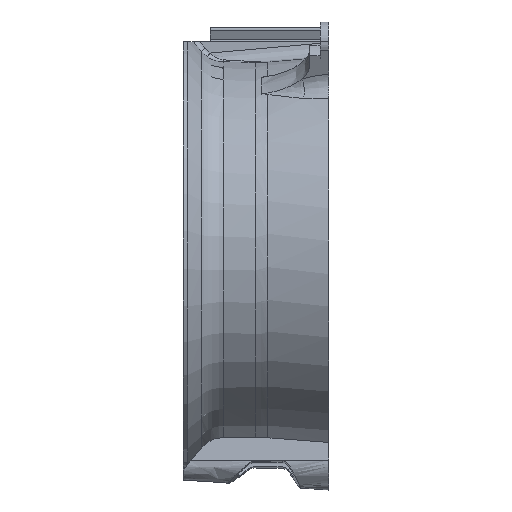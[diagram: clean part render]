
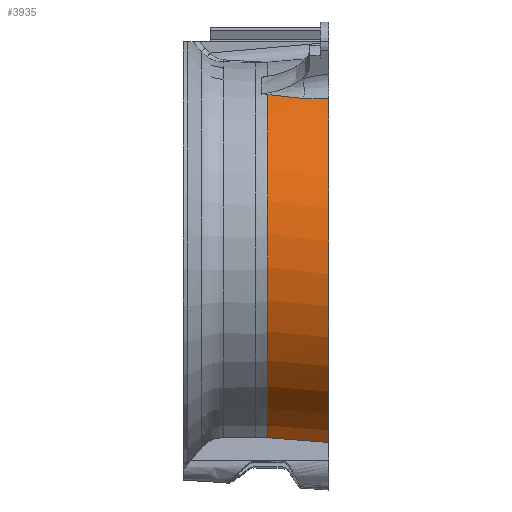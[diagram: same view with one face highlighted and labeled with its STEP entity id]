
A CAD part, left-side view. The second image highlights one B-rep face of the part: STEP entity #3935.
In plain terms, the highlighted conical face has half-angle 5 degrees and reference radius 41.392 mm.
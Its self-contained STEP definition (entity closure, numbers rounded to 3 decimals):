
#215 = CARTESIAN_POINT ( 'NONE',  ( -83.704, -4., -11.878 ) ) ;
#232 = EDGE_CURVE ( 'NONE', #1271, #3822, #797, .T. ) ;
#270 = CARTESIAN_POINT ( 'NONE',  ( -83.349, -0.481, -11.989 ) ) ;
#348 = CARTESIAN_POINT ( 'NONE',  ( -82.714, 2.524, -11.827 ) ) ;
#406 = VERTEX_POINT ( 'NONE', #4162 ) ;
#662 = CARTESIAN_POINT ( 'NONE',  ( -69.811, -4., -83.839 ) ) ;
#680 = EDGE_LOOP ( 'NONE', ( #4543, #1606, #2883, #4619, #4893 ) ) ;
#687 = CARTESIAN_POINT ( 'NONE',  ( -57.861, 8.752, -44.21 ) ) ;
#698 = CARTESIAN_POINT ( 'NONE',  ( -83.479, -1.455, -11.983 ) ) ;
#743 = CARTESIAN_POINT ( 'NONE',  ( -82.558, 3.069, -11.768 ) ) ;
#756 = CARTESIAN_POINT ( 'NONE',  ( -83.65, -3.107, -11.934 ) ) ;
#797 = B_SPLINE_CURVE_WITH_KNOTS ( 'NONE', 3,
 ( #215, #4841, #4900, #756, #1154, #4392, #4869, #3395, #3007, #5792, #698, #3485, #4420, #270, #3842, #1999 ),
 .UNSPECIFIED., .F., .F.,
 ( 4, 1, 2, 2, 1, 1, 1, 2, 2, 4 ),
 ( 0., 0.125, 0.188, 0.25, 0.375, 0.438, 0.469, 0.484, 0.5, 1. ),
 .UNSPECIFIED. ) ;
#834 = CARTESIAN_POINT ( 'NONE',  ( -81.114, 7.563, -11.198 ) ) ;
#879 = VERTEX_POINT ( 'NONE', #2100 ) ;
#1038 = EDGE_CURVE ( 'NONE', #1062, #406, #2407, .T. ) ;
#1062 = VERTEX_POINT ( 'NONE', #5695 ) ;
#1154 = CARTESIAN_POINT ( 'NONE',  ( -83.632, -2.888, -11.945 ) ) ;
#1171 = DIRECTION ( 'NONE',  ( 0., -1., 0. ) ) ;
#1173 = CARTESIAN_POINT ( 'NONE',  ( -82.357, 3.722, -11.688 ) ) ;
#1230 = CARTESIAN_POINT ( 'NONE',  ( -81.931, 5.037, -11.513 ) ) ;
#1264 = CARTESIAN_POINT ( 'NONE',  ( -82.747, 2.401, -11.839 ) ) ;
#1271 = VERTEX_POINT ( 'NONE', #5929 ) ;
#1292 = CARTESIAN_POINT ( 'NONE',  ( -81.27, 7.059, -11.254 ) ) ;
#1606 = ORIENTED_EDGE ( 'NONE', *, *, #1038, .T. ) ;
#1628 = CARTESIAN_POINT ( 'NONE',  ( -82.476, 3.338, -11.735 ) ) ;
#1656 = CARTESIAN_POINT ( 'NONE',  ( -83.009, 1.318, -11.922 ) ) ;
#1686 = CARTESIAN_POINT ( 'NONE',  ( -82.753, 2.381, -11.841 ) ) ;
#1744 = CARTESIAN_POINT ( 'NONE',  ( -81.499, 6.343, -11.341 ) ) ;
#1813 = CIRCLE ( 'NONE', #2689, 41.392 ) ;
#1919 = AXIS2_PLACEMENT_3D ( 'NONE', #2757, #5029, #5454 ) ;
#1999 = CARTESIAN_POINT ( 'NONE',  ( -83.009, 1.318, -11.922 ) ) ;
#2082 = DIRECTION ( 'NONE',  ( 0., 0., 1. ) ) ;
#2084 = CARTESIAN_POINT ( 'NONE',  ( -81.059, 7.746, -11.178 ) ) ;
#2100 = CARTESIAN_POINT ( 'NONE',  ( -69.811, -4., -83.839 ) ) ;
#2113 = CARTESIAN_POINT ( 'NONE',  ( -82.444, 3.444, -11.722 ) ) ;
#2146 = CARTESIAN_POINT ( 'NONE',  ( -81.575, 6.112, -11.37 ) ) ;
#2204 = CARTESIAN_POINT ( 'NONE',  ( -82.113, 4.484, -11.588 ) ) ;
#2407 = CIRCLE ( 'NONE', #4617, 40.276 ) ;
#2515 = CARTESIAN_POINT ( 'NONE',  ( -69.595, 0.251, -83.516 ) ) ;
#2569 = CARTESIAN_POINT ( 'NONE',  ( -82.431, 3.486, -11.717 ) ) ;
#2599 = CARTESIAN_POINT ( 'NONE',  ( -81.726, 5.653, -11.431 ) ) ;
#2655 = CARTESIAN_POINT ( 'NONE',  ( -82.95, 1.603, -11.907 ) ) ;
#2685 = CARTESIAN_POINT ( 'NONE',  ( -82.426, 3.5, -11.715 ) ) ;
#2689 = AXIS2_PLACEMENT_3D ( 'NONE', #3769, #5019, #2082 ) ;
#2757 = CARTESIAN_POINT ( 'NONE',  ( -57.861, -4., -44.21 ) ) ;
#2883 = ORIENTED_EDGE ( 'NONE', *, *, #3249, .F. ) ;
#3007 = CARTESIAN_POINT ( 'NONE',  ( -83.514, -1.735, -11.979 ) ) ;
#3052 = CARTESIAN_POINT ( 'NONE',  ( -82.77, 2.318, -11.847 ) ) ;
#3146 = CARTESIAN_POINT ( 'NONE',  ( -81.195, 7.298, -11.226 ) ) ;
#3245 = FACE_OUTER_BOUND ( 'NONE', #680, .T. ) ;
#3249 = EDGE_CURVE ( 'NONE', #879, #406, #4925, .T. ) ;
#3395 = CARTESIAN_POINT ( 'NONE',  ( -83.56, -2.124, -11.972 ) ) ;
#3475 = CARTESIAN_POINT ( 'NONE',  ( -81.349, 6.811, -11.284 ) ) ;
#3485 = CARTESIAN_POINT ( 'NONE',  ( -83.471, -1.399, -11.983 ) ) ;
#3502 = CARTESIAN_POINT ( 'NONE',  ( -82.648, 2.759, -11.802 ) ) ;
#3529 = CARTESIAN_POINT ( 'NONE',  ( -82.141, 4.397, -11.599 ) ) ;
#3558 = CARTESIAN_POINT ( 'NONE',  ( -82.182, 4.269, -11.616 ) ) ;
#3591 = CARTESIAN_POINT ( 'NONE',  ( -81.424, 6.578, -11.312 ) ) ;
#3769 = CARTESIAN_POINT ( 'NONE',  ( -57.861, -4., -44.21 ) ) ;
#3822 = VERTEX_POINT ( 'NONE', #5949 ) ;
#3842 = CARTESIAN_POINT ( 'NONE',  ( -83.198, 0.406, -11.967 ) ) ;
#3924 = CARTESIAN_POINT ( 'NONE',  ( -81.048, 7.781, -11.175 ) ) ;
#3935 = ADVANCED_FACE ( 'NONE', ( #3245 ), #4144, .T. ) ;
#3956 = CARTESIAN_POINT ( 'NONE',  ( -81.374, 6.735, -11.293 ) ) ;
#3986 = CARTESIAN_POINT ( 'NONE',  ( -81.081, 7.673, -11.186 ) ) ;
#4017 = CARTESIAN_POINT ( 'NONE',  ( -82.877, 1.909, -11.885 ) ) ;
#4046 = CARTESIAN_POINT ( 'NONE',  ( -82.097, 4.531, -11.581 ) ) ;
#4144 = CONICAL_SURFACE ( 'NONE', #1919, 41.392, 0.087 ) ;
#4162 = CARTESIAN_POINT ( 'NONE',  ( -69.162, 8.752, -82.868 ) ) ;
#4356 = CARTESIAN_POINT ( 'NONE',  ( -69.162, 8.752, -82.868 ) ) ;
#4392 = CARTESIAN_POINT ( 'NONE',  ( -83.623, -2.781, -11.949 ) ) ;
#4412 = CARTESIAN_POINT ( 'NONE',  ( -81.829, 5.346, -11.472 ) ) ;
#4420 = CARTESIAN_POINT ( 'NONE',  ( -83.467, -1.37, -11.983 ) ) ;
#4497 = CARTESIAN_POINT ( 'NONE',  ( -82.781, 2.277, -11.851 ) ) ;
#4543 = ORIENTED_EDGE ( 'NONE', *, *, #5935, .T. ) ;
#4617 = AXIS2_PLACEMENT_3D ( 'NONE', #687, #1171, #4715 ) ;
#4619 = ORIENTED_EDGE ( 'NONE', *, *, #4888, .T. ) ;
#4715 = DIRECTION ( 'NONE',  ( 0., 0., -1. ) ) ;
#4841 = CARTESIAN_POINT ( 'NONE',  ( -83.694, -3.773, -11.895 ) ) ;
#4861 = CARTESIAN_POINT ( 'NONE',  ( -80.771, 8.752, -11.085 ) ) ;
#4869 = CARTESIAN_POINT ( 'NONE',  ( -83.593, -2.454, -11.962 ) ) ;
#4888 = EDGE_CURVE ( 'NONE', #879, #1271, #1813, .T. ) ;
#4893 = ORIENTED_EDGE ( 'NONE', *, *, #232, .T. ) ;
#4900 = CARTESIAN_POINT ( 'NONE',  ( -83.674, -3.436, -11.917 ) ) ;
#4925 = B_SPLINE_CURVE_WITH_KNOTS ( 'NONE', 3,
 ( #662, #2515, #4949, #4356 ),
 .UNSPECIFIED., .F., .F.,
 ( 4, 4 ),
 ( 0., 0.013 ),
 .UNSPECIFIED. ) ;
#4949 = CARTESIAN_POINT ( 'NONE',  ( -69.378, 4.501, -83.192 ) ) ;
#4952 = CARTESIAN_POINT ( 'NONE',  ( -82.275, 3.983, -11.654 ) ) ;
#4981 = CARTESIAN_POINT ( 'NONE',  ( -82.738, 2.436, -11.836 ) ) ;
#5007 = B_SPLINE_CURVE_WITH_KNOTS ( 'NONE', 3,
 ( #1656, #2655, #4017, #4497, #3052, #1686, #1264, #4981, #348, #3502, #743, #1628, #2113, #2569, #2685, #5813, #1173, #4952, #3558, #3529, #2204, #4046, #5352, #1230, #4412, #2599, #5899, #2146, #1744, #3591, #3956, #3475, #1292, #3146, #834, #3986, #2084, #3924, #5780, #5324, #4861 ),
 .UNSPECIFIED., .F., .F.,
 ( 4, 2, 2, 2, 1, 1, 1, 1, 2, 2, 1, 1, 1, 2, 2, 1, 2, 2, 1, 2, 2, 1, 1, 2, 2, 4 ),
 ( 0., 0.108, 0.121, 0.128, 0.135, 0.162, 0.215, 0.242, 0.249, 0.256, 0.269, 0.323, 0.35, 0.363, 0.377, 0.431, 0.485, 0.538, 0.592, 0.619, 0.646, 0.7, 0.727, 0.74, 0.754, 0.861 ),
 .UNSPECIFIED. ) ;
#5019 = DIRECTION ( 'NONE',  ( 0., 1., 0. ) ) ;
#5029 = DIRECTION ( 'NONE',  ( 0., -1., 0. ) ) ;
#5324 = CARTESIAN_POINT ( 'NONE',  ( -80.852, 8.454, -11.109 ) ) ;
#5352 = CARTESIAN_POINT ( 'NONE',  ( -82.033, 4.726, -11.555 ) ) ;
#5454 = DIRECTION ( 'NONE',  ( 0., 0., 1. ) ) ;
#5695 = CARTESIAN_POINT ( 'NONE',  ( -80.771, 8.752, -11.085 ) ) ;
#5780 = CARTESIAN_POINT ( 'NONE',  ( -80.94, 8.143, -11.137 ) ) ;
#5792 = CARTESIAN_POINT ( 'NONE',  ( -83.489, -1.54, -11.982 ) ) ;
#5813 = CARTESIAN_POINT ( 'NONE',  ( -82.411, 3.551, -11.709 ) ) ;
#5899 = CARTESIAN_POINT ( 'NONE',  ( -81.676, 5.805, -11.41 ) ) ;
#5929 = CARTESIAN_POINT ( 'NONE',  ( -83.704, -4., -11.878 ) ) ;
#5935 = EDGE_CURVE ( 'NONE', #3822, #1062, #5007, .T. ) ;
#5949 = CARTESIAN_POINT ( 'NONE',  ( -83.009, 1.318, -11.922 ) ) ;
